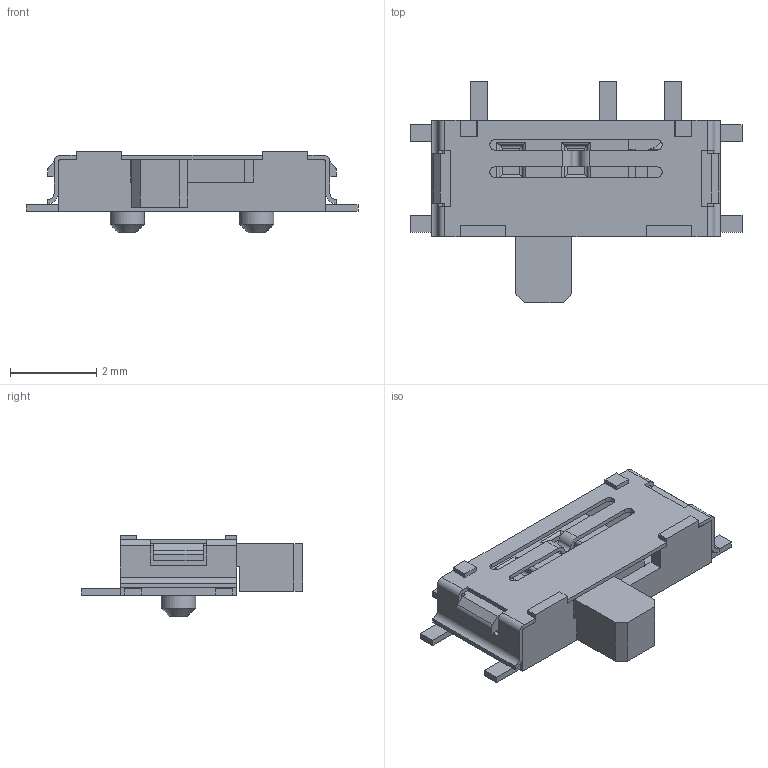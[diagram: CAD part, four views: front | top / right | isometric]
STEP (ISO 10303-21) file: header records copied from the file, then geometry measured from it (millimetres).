
FILE_DESCRIPTION( ( 'Unknown' ), '1' );
FILE_NAME( '450404015514.stp', 'Unknown', ( 'WJ' ), ( 'Würth Elektronik eiSos GmbH & Co. KG' ), 'PSStep 17.0.49', 'Solid Edge', ' ' );
FILE_SCHEMA( ( 'AUTOMOTIVE_DESIGN { 1 0 10303 214 1 1 1 1 }' ) );
Length unit declared in the file: millimetre
Products named in the file (10): Assem1; Frame; Pin 4; Frame 1; Pin 1; Pin 2; Pin 3; Slider 1; Slider; Cover
Assembly tree (9 placements, depth 2):
  Assem1
    Frame
    Pin 4
    Frame 1
    Pin 1
    Pin 2
    Pin 3
    Slider 1
    Slider
    Cover
Bounding box: 7.7 x 5.13 x 1.9 mm (x, y, z)
Volume: 20.5 mm3; surface area: 206.5 mm2
Topology: 9 solids, 9 shells, 318 faces, 868 edges, 570 vertices
Faces by surface type: plane 232, cylinder 80, torus 4, cone 2
Full cylindrical faces by diameter (mm): 0.5 x4, 0.8 x2
Entity records: 12638 total; most frequent: CARTESIAN_POINT 1850, ORIENTED_EDGE 1696, DIRECTION 1622, EDGE_CURVE 848, LINE 694, VECTOR 694, VERTEX_POINT 562, AXIS2_PLACEMENT_3D 464
